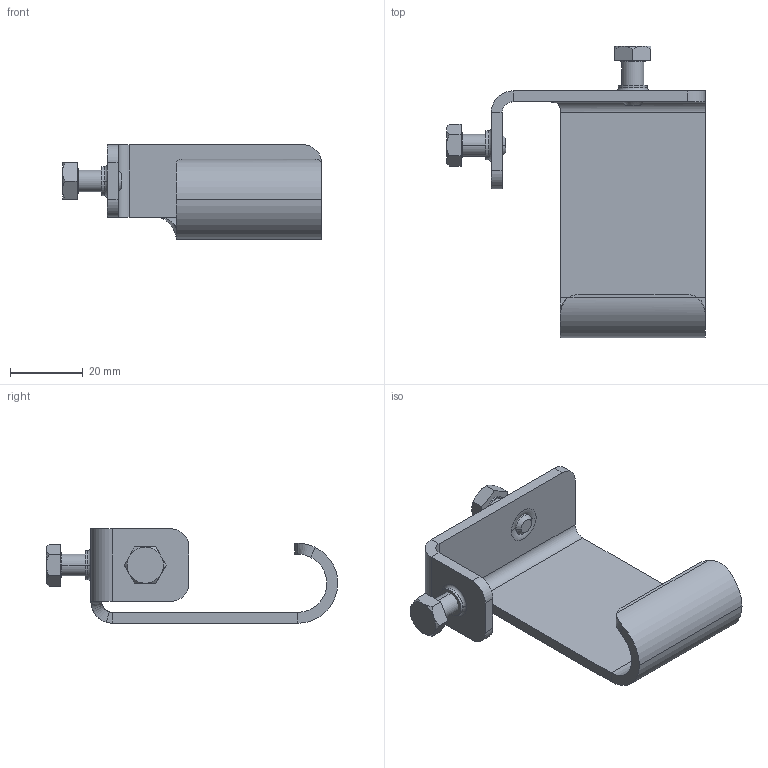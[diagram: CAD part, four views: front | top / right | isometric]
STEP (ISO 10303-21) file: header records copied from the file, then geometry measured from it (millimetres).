
FILE_DESCRIPTION (( 'STEP AP203' ), '1' );
FILE_NAME ('10-02-2574.STEP', '2013-05-02T12:38:12', ( 'asennus' ), ( '' ), 'SwSTEP 2.0', 'SolidWorks 2013', '' );
FILE_SCHEMA (( 'CONFIG_CONTROL_DESIGN' ));
Length unit declared in the file: millimetre
Products named in the file (1): 10-02-2574
Bounding box: 71.3 x 80.3 x 26.01 mm (x, y, z)
Volume: 16759.4 mm3; surface area: 12561.2 mm2
Topology: 3 solids, 3 shells, 102 faces, 226 edges, 136 vertices
Faces by surface type: plane 45, cylinder 30, cone 16, torus 8, bspline 3
Entity records: 3187 total; most frequent: CARTESIAN_POINT 858, DIRECTION 486, ORIENTED_EDGE 452, EDGE_CURVE 226, AXIS2_PLACEMENT_3D 196, VERTEX_POINT 136, EDGE_LOOP 112, FACE_OUTER_BOUND 102
